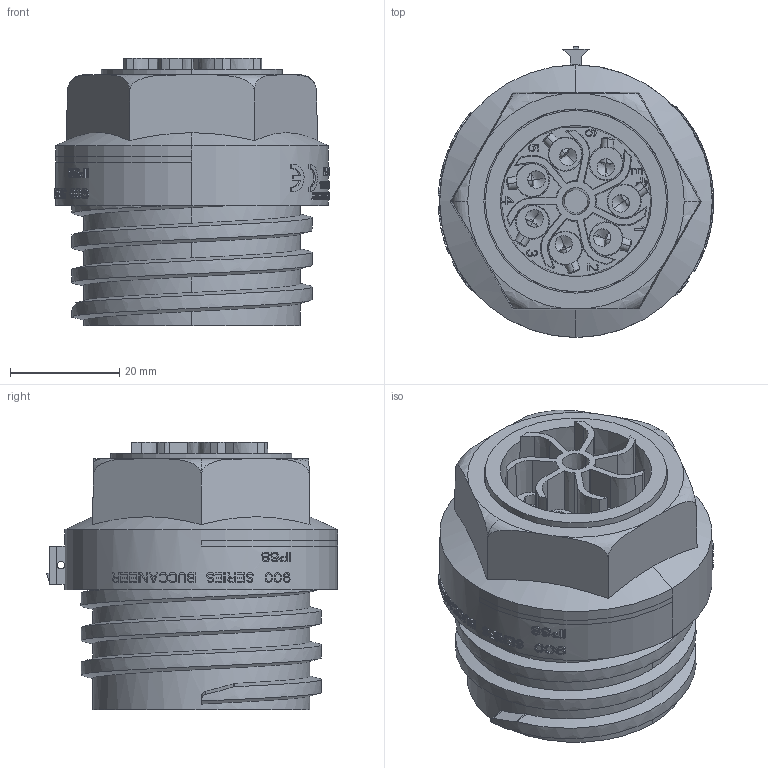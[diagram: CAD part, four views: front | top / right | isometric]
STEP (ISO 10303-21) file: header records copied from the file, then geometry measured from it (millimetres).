
FILE_DESCRIPTION(('STEP AP242'),'1');
FILE_NAME('px0931-07-s.stp','2024-03-26T16:25:44',('TraceParts'),('TraceParts S.A.'),'Spatial InterOp 3D',' ',' ');
FILE_SCHEMA(('AP242_MANAGED_MODEL_BASED_3D_ENGINEERING_MIM_LF {1 0 10303 442 1 1 4}'));
Length unit declared in the file: millimetre
Products named in the file (1): px0931-07-s_1
Bounding box: 50.48 x 53.4 x 49 mm (x, y, z)
Volume: 50333.9 mm3; surface area: 31756.5 mm2
Topology: 8 solids, 8 shells, 3644 faces, 10155 edges, 6712 vertices
Faces by surface type: plane 3079, cylinder 332, cone 134, sphere 46, torus 43, bspline 10
Entity records: 126078 total; most frequent: CARTESIAN_POINT 37569, ORIENTED_EDGE 20224, DIRECTION 15819, EDGE_CURVE 10112, VERTEX_POINT 6712, AXIS2_PLACEMENT_3D 5394, LINE 5031, VECTOR 5031
